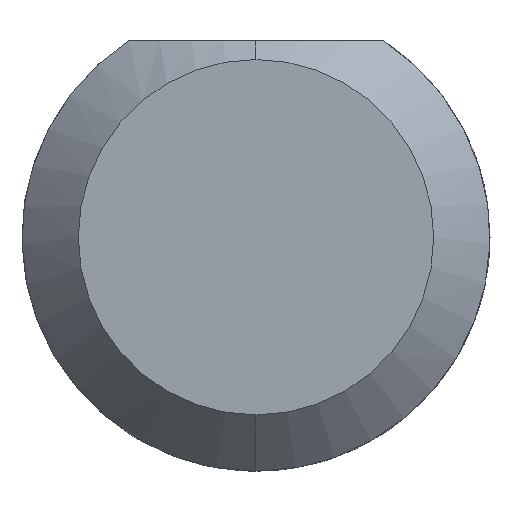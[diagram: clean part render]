
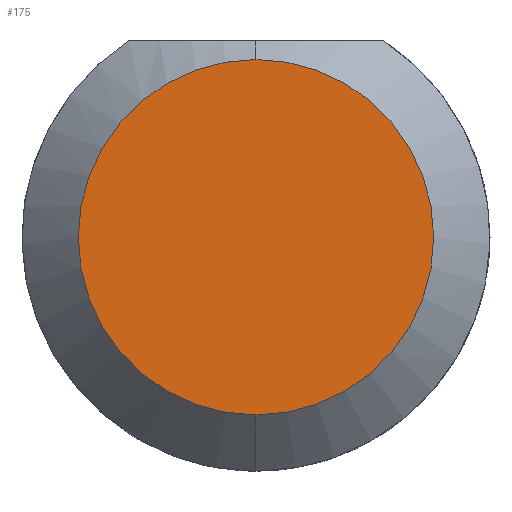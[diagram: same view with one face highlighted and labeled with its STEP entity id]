
A CAD part, left-side view. The second image highlights one B-rep face of the part: STEP entity #175.
In plain terms, the highlighted planar face has unit normal (-1, 0, 0).
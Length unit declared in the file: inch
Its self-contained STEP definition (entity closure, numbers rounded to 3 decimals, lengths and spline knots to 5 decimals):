
#71 = CARTESIAN_POINT ( 'NONE',  ( 0., 0., 0. ) ) ;
#72 = DIRECTION ( 'NONE',  ( 0., 0., 1. ) ) ;
#75 = EDGE_LOOP ( 'NONE', ( #215, #421 ) ) ;
#88 = EDGE_CURVE ( 'NONE', #391, #567, #380, .T. ) ;
#96 = DIRECTION ( 'NONE',  ( -1., 0., 0. ) ) ;
#99 = DIRECTION ( 'NONE',  ( 0., 0., 1. ) ) ;
#121 = CARTESIAN_POINT ( 'NONE',  ( 0., 0., 0. ) ) ;
#151 = DIRECTION ( 'NONE',  ( 1., 0., 0. ) ) ;
#157 = DIRECTION ( 'NONE',  ( 0., 0., -1. ) ) ;
#175 = ADVANCED_FACE ( 'NONE', ( #207 ), #406, .F. ) ;
#207 = FACE_OUTER_BOUND ( 'NONE', #75, .T. ) ;
#215 = ORIENTED_EDGE ( 'NONE', *, *, #225, .T. ) ;
#225 = EDGE_CURVE ( 'NONE', #567, #391, #407, .T. ) ;
#275 = CARTESIAN_POINT ( 'NONE',  ( 0., 0., 0. ) ) ;
#303 = AXIS2_PLACEMENT_3D ( 'NONE', #71, #151, #157 ) ;
#333 = CARTESIAN_POINT ( 'NONE',  ( 0., 0., -0.04735 ) ) ;
#334 = AXIS2_PLACEMENT_3D ( 'NONE', #121, #408, #72 ) ;
#380 = CIRCLE ( 'NONE', #418, 0.04735 ) ;
#391 = VERTEX_POINT ( 'NONE', #394 ) ;
#394 = CARTESIAN_POINT ( 'NONE',  ( 0., 0., 0.04735 ) ) ;
#406 = PLANE ( 'NONE',  #303 ) ;
#407 = CIRCLE ( 'NONE', #334, 0.04735 ) ;
#408 = DIRECTION ( 'NONE',  ( -1., 0., 0. ) ) ;
#418 = AXIS2_PLACEMENT_3D ( 'NONE', #275, #96, #99 ) ;
#421 = ORIENTED_EDGE ( 'NONE', *, *, #88, .T. ) ;
#567 = VERTEX_POINT ( 'NONE', #333 ) ;
